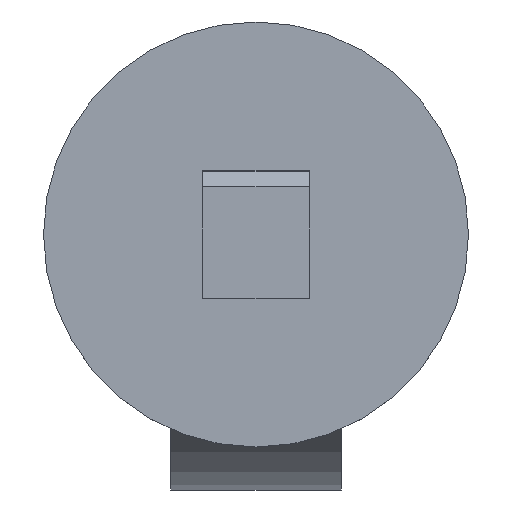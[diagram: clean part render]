
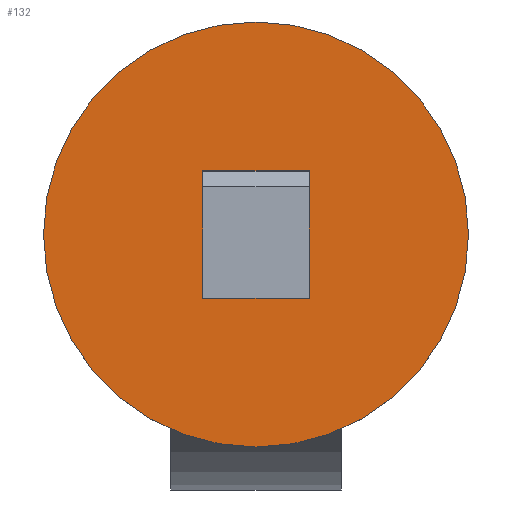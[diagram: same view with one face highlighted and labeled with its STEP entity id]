
A CAD part, top view. The second image highlights one B-rep face of the part: STEP entity #132.
In plain terms, the highlighted planar face has unit normal (0, 0, 1).
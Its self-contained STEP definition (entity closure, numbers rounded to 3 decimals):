
#19 = PLANE ( 'NONE',  #919 ) ;
#21 = CARTESIAN_POINT ( 'NONE',  ( -2.667, 1.221, 24.833 ) ) ;
#31 = DIRECTION ( 'NONE',  ( 1., 0., 0. ) ) ;
#53 = CIRCLE ( 'NONE', #144, 16.667 ) ;
#64 = CARTESIAN_POINT ( 'NONE',  ( -0.167, -3.779, 24.833 ) ) ;
#86 = CARTESIAN_POINT ( 'NONE',  ( -0.167, 6.221, 24.833 ) ) ;
#132 = ADVANCED_FACE ( 'NONE', ( #539, #456 ), #19, .T. ) ;
#144 = AXIS2_PLACEMENT_3D ( 'NONE', #972, #553, #1064 ) ;
#160 = CARTESIAN_POINT ( 'NONE',  ( 8.167, 1.221, 24.833 ) ) ;
#163 = ORIENTED_EDGE ( 'NONE', *, *, #637, .F. ) ;
#202 = EDGE_CURVE ( 'NONE', #1092, #1069, #53, .T. ) ;
#206 = LINE ( 'NONE', #388, #449 ) ;
#216 = ORIENTED_EDGE ( 'NONE', *, *, #651, .T. ) ;
#251 = EDGE_CURVE ( 'NONE', #838, #678, #206, .T. ) ;
#283 = DIRECTION ( 'NONE',  ( 1., 0., 0. ) ) ;
#287 = LINE ( 'NONE', #300, #446 ) ;
#300 = CARTESIAN_POINT ( 'NONE',  ( -0.167, 1.221, 24.833 ) ) ;
#383 = CIRCLE ( 'NONE', #533, 16.667 ) ;
#385 = LINE ( 'NONE', #1046, #706 ) ;
#388 = CARTESIAN_POINT ( 'NONE',  ( -2.667, -3.779, 24.833 ) ) ;
#446 = VECTOR ( 'NONE', #877, 1000. ) ;
#449 = VECTOR ( 'NONE', #643, 1000. ) ;
#456 = FACE_OUTER_BOUND ( 'NONE', #593, .T. ) ;
#490 = VERTEX_POINT ( 'NONE', #86 ) ;
#515 = DIRECTION ( 'NONE',  ( 0., -1., 0. ) ) ;
#533 = AXIS2_PLACEMENT_3D ( 'NONE', #722, #974, #730 ) ;
#539 = FACE_BOUND ( 'NONE', #1061, .T. ) ;
#541 = VECTOR ( 'NONE', #515, 1000. ) ;
#553 = DIRECTION ( 'NONE',  ( 0., 0., 1. ) ) ;
#593 = EDGE_LOOP ( 'NONE', ( #1017, #857 ) ) ;
#603 = VERTEX_POINT ( 'NONE', #951 ) ;
#637 = EDGE_CURVE ( 'NONE', #490, #838, #287, .T. ) ;
#642 = CARTESIAN_POINT ( 'NONE',  ( 20.667, 1.221, 24.833 ) ) ;
#643 = DIRECTION ( 'NONE',  ( 1., 0., 0. ) ) ;
#646 = EDGE_CURVE ( 'NONE', #1069, #1092, #383, .T. ) ;
#651 = EDGE_CURVE ( 'NONE', #490, #603, #385, .T. ) ;
#678 = VERTEX_POINT ( 'NONE', #889 ) ;
#706 = VECTOR ( 'NONE', #31, 1000. ) ;
#712 = DIRECTION ( 'NONE',  ( 0., 0., 1. ) ) ;
#722 = CARTESIAN_POINT ( 'NONE',  ( 4., 1.221, 24.833 ) ) ;
#730 = DIRECTION ( 'NONE',  ( 1., 0., 0. ) ) ;
#799 = CARTESIAN_POINT ( 'NONE',  ( -12.667, 1.221, 24.833 ) ) ;
#838 = VERTEX_POINT ( 'NONE', #64 ) ;
#857 = ORIENTED_EDGE ( 'NONE', *, *, #202, .T. ) ;
#877 = DIRECTION ( 'NONE',  ( 0., -1., 0. ) ) ;
#889 = CARTESIAN_POINT ( 'NONE',  ( 8.167, -3.779, 24.833 ) ) ;
#896 = ORIENTED_EDGE ( 'NONE', *, *, #251, .F. ) ;
#919 = AXIS2_PLACEMENT_3D ( 'NONE', #21, #712, #283 ) ;
#925 = LINE ( 'NONE', #160, #541 ) ;
#951 = CARTESIAN_POINT ( 'NONE',  ( 8.167, 6.221, 24.833 ) ) ;
#972 = CARTESIAN_POINT ( 'NONE',  ( 4., 1.221, 24.833 ) ) ;
#974 = DIRECTION ( 'NONE',  ( 0., 0., 1. ) ) ;
#979 = EDGE_CURVE ( 'NONE', #603, #678, #925, .T. ) ;
#1017 = ORIENTED_EDGE ( 'NONE', *, *, #646, .T. ) ;
#1046 = CARTESIAN_POINT ( 'NONE',  ( -2.667, 6.221, 24.833 ) ) ;
#1061 = EDGE_LOOP ( 'NONE', ( #216, #1094, #896, #163 ) ) ;
#1064 = DIRECTION ( 'NONE',  ( 1., 0., 0. ) ) ;
#1069 = VERTEX_POINT ( 'NONE', #642 ) ;
#1092 = VERTEX_POINT ( 'NONE', #799 ) ;
#1094 = ORIENTED_EDGE ( 'NONE', *, *, #979, .T. ) ;
